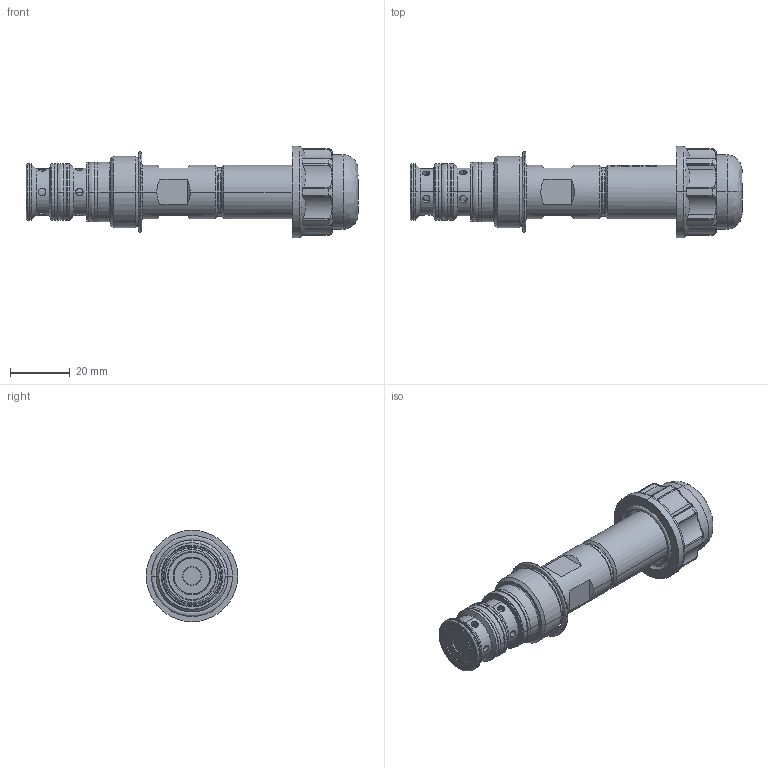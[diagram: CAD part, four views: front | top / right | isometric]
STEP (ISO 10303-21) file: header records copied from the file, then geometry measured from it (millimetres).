
FILE_DESCRIPTION (( 'STEP AP214' ), '1' );
FILE_NAME ('WS700-6M-E-2_2-V-0DG.STEP', '2020-02-19T08:45:35', ( '' ), ( '' ), 'SwSTEP 2.0', 'SolidWorks 2018', '' );
FILE_SCHEMA (( 'AUTOMOTIVE_DESIGN' ));
Length unit declared in the file: millimetre
Products named in the file (1): WS700-6M-E-2_2-V-0DG
Bounding box: 110.8 x 30.5 x 30.5 mm (x, y, z)
Volume: 34849.7 mm3; surface area: 12471.9 mm2
Topology: 4 solids, 5 shells, 961 faces, 2537 edges, 1638 vertices
Faces by surface type: bspline 396, plane 309, cylinder 216, cone 40
Entity records: 64949 total; most frequent: CARTESIAN_POINT 33473, ORIENTED_EDGE 5042, DIRECTION 3349, EDGE_CURVE 2521, VERTEX_POINT 1638, AXIS2_PLACEMENT_3D 1130, VECTOR 1089, LINE 1089
